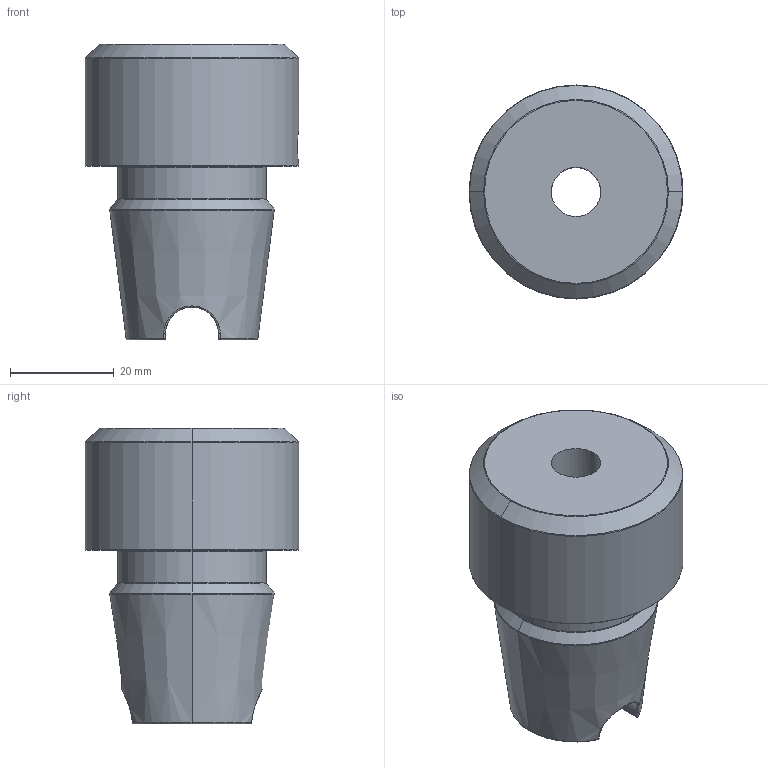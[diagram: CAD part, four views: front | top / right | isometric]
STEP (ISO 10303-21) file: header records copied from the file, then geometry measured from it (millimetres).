
FILE_DESCRIPTION(('produced by SPATIAL CORP'),'2;1');
FILE_NAME( 'chuck3.prt.hh.sat.stp','2002-04-19T13:18:02+00:00',('SPATIAL CORP'),('SPATIAL CORP' ),'ACIS STEP Husk','http://www.spatial.com','SPATIAL CORP');
FILE_SCHEMA(('CONFIG_CONTROL_DESIGN'));
Length unit declared in the file: millimetre
Products named in the file (1): PRODUCT_ID_1
Bounding box: 41.31 x 41.31 x 57.15 mm (x, y, z)
Volume: 47233.7 mm3; surface area: 10242.5 mm2
Topology: 1 solids, 1 shells, 51 faces, 116 edges, 62 vertices
Faces by surface type: torus 18, cylinder 11, cone 6, plane 6, bspline 6, sphere 4
Entity records: 8426 total; most frequent: CARTESIAN_POINT 7330, ORIENTED_EDGE 224, DIRECTION 202, EDGE_CURVE 112, AXIS2_PLACEMENT_3D 90, VERTEX_POINT 62, CIRCLE 62, EDGE_LOOP 54
